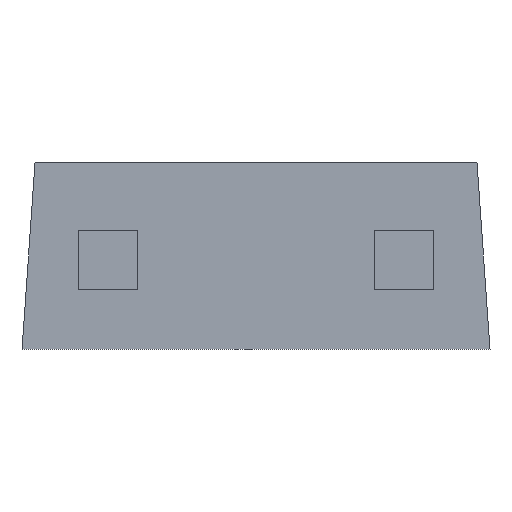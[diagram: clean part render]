
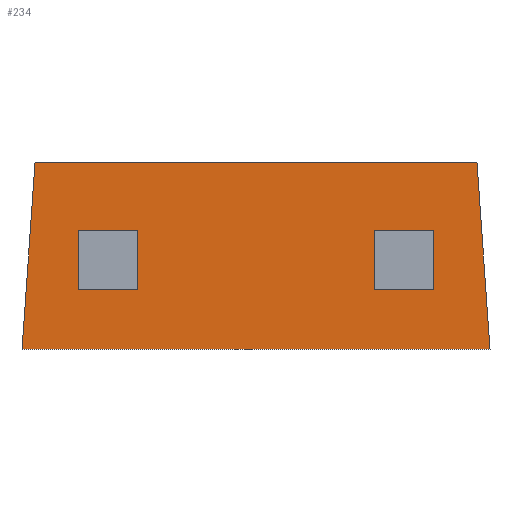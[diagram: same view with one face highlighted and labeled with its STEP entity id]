
A CAD part, front view. The second image highlights one B-rep face of the part: STEP entity #234.
In plain terms, the highlighted planar face has unit normal (0, -1, 0).
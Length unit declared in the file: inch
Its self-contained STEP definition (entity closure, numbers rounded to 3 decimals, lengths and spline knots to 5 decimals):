
#1 = CARTESIAN_POINT ( 'NONE',  ( -0.06, -0.1275, -0.043 ) ) ;
#17 = LINE ( 'NONE', #41, #277 ) ;
#24 = CARTESIAN_POINT ( 'NONE',  ( -0.06, -0.1275, -0.023 ) ) ;
#34 = CARTESIAN_POINT ( 'NONE',  ( -0.04, -0.1275, -0.043 ) ) ;
#39 = ORIENTED_EDGE ( 'NONE', *, *, #220, .F. ) ;
#41 = CARTESIAN_POINT ( 'NONE',  ( -0.07925, -0.1275, -0.063 ) ) ;
#43 = CARTESIAN_POINT ( 'NONE',  ( -0.06, -0.1275, -0.043 ) ) ;
#52 = AXIS2_PLACEMENT_3D ( 'NONE', #570, #464, #252 ) ;
#55 = CARTESIAN_POINT ( 'NONE',  ( 0.07925, -0.1275, -0.063 ) ) ;
#61 = FACE_BOUND ( 'NONE', #459, .T. ) ;
#66 = VERTEX_POINT ( 'NONE', #350 ) ;
#86 = EDGE_CURVE ( 'NONE', #210, #371, #669, .T. ) ;
#94 = DIRECTION ( 'NONE',  ( 0., 0., 1. ) ) ;
#100 = DIRECTION ( 'NONE',  ( 0., 0., -1. ) ) ;
#102 = VERTEX_POINT ( 'NONE', #259 ) ;
#106 = ORIENTED_EDGE ( 'NONE', *, *, #86, .F. ) ;
#123 = VERTEX_POINT ( 'NONE', #265 ) ;
#125 = VECTOR ( 'NONE', #667, 39.37008 ) ;
#136 = LINE ( 'NONE', #236, #404 ) ;
#139 = LINE ( 'NONE', #299, #125 ) ;
#144 = CARTESIAN_POINT ( 'NONE',  ( 0.06, -0.1275, -0.023 ) ) ;
#148 = CARTESIAN_POINT ( 'NONE',  ( 0.07484, -0.1275, 0. ) ) ;
#162 = VERTEX_POINT ( 'NONE', #315 ) ;
#165 = ORIENTED_EDGE ( 'NONE', *, *, #229, .F. ) ;
#196 = VECTOR ( 'NONE', #204, 39.37008 ) ;
#204 = DIRECTION ( 'NONE',  ( 0., 0., -1. ) ) ;
#205 = CARTESIAN_POINT ( 'NONE',  ( -0.04, -0.1275, -0.043 ) ) ;
#210 = VERTEX_POINT ( 'NONE', #34 ) ;
#219 = EDGE_LOOP ( 'NONE', ( #564, #635, #618, #600 ) ) ;
#220 = EDGE_CURVE ( 'NONE', #482, #66, #344, .T. ) ;
#221 = VECTOR ( 'NONE', #631, 39.37008 ) ;
#225 = VERTEX_POINT ( 'NONE', #1 ) ;
#229 = EDGE_CURVE ( 'NONE', #66, #536, #630, .T. ) ;
#234 = ADVANCED_FACE ( 'NONE', ( #330, #612, #61 ), #519, .F. ) ;
#235 = EDGE_LOOP ( 'NONE', ( #429, #244, #165, #39 ) ) ;
#236 = CARTESIAN_POINT ( 'NONE',  ( 0.06, -0.1275, -0.043 ) ) ;
#237 = LINE ( 'NONE', #55, #221 ) ;
#242 = VECTOR ( 'NONE', #94, 39.37008 ) ;
#243 = CARTESIAN_POINT ( 'NONE',  ( -0.04, -0.1275, -0.023 ) ) ;
#244 = ORIENTED_EDGE ( 'NONE', *, *, #555, .F. ) ;
#252 = DIRECTION ( 'NONE',  ( 0., 0., 1. ) ) ;
#259 = CARTESIAN_POINT ( 'NONE',  ( -0.07925, -0.1275, -0.063 ) ) ;
#265 = CARTESIAN_POINT ( 'NONE',  ( 0.07925, -0.1275, -0.063 ) ) ;
#272 = LINE ( 'NONE', #338, #388 ) ;
#273 = VECTOR ( 'NONE', #357, 39.37008 ) ;
#277 = VECTOR ( 'NONE', #401, 39.37008 ) ;
#299 = CARTESIAN_POINT ( 'NONE',  ( -0.06, -0.1275, -0.043 ) ) ;
#306 = DIRECTION ( 'NONE',  ( -1., 0., 0. ) ) ;
#315 = CARTESIAN_POINT ( 'NONE',  ( -0.07484, -0.1275, 0. ) ) ;
#320 = EDGE_CURVE ( 'NONE', #102, #162, #17, .T. ) ;
#330 = FACE_BOUND ( 'NONE', #235, .T. ) ;
#336 = DIRECTION ( 'NONE',  ( 0.07, 0., -0.998 ) ) ;
#338 = CARTESIAN_POINT ( 'NONE',  ( 0.07484, -0.1275, 0. ) ) ;
#342 = ORIENTED_EDGE ( 'NONE', *, *, #606, .F. ) ;
#344 = LINE ( 'NONE', #395, #475 ) ;
#350 = CARTESIAN_POINT ( 'NONE',  ( 0.04, -0.1275, -0.023 ) ) ;
#356 = CARTESIAN_POINT ( 'NONE',  ( 0.04, -0.1275, -0.043 ) ) ;
#357 = DIRECTION ( 'NONE',  ( 0., 0., 1. ) ) ;
#371 = VERTEX_POINT ( 'NONE', #243 ) ;
#375 = VECTOR ( 'NONE', #608, 39.37008 ) ;
#377 = EDGE_CURVE ( 'NONE', #380, #482, #378, .T. ) ;
#378 = LINE ( 'NONE', #663, #242 ) ;
#380 = VERTEX_POINT ( 'NONE', #398 ) ;
#381 = VERTEX_POINT ( 'NONE', #447 ) ;
#383 = LINE ( 'NONE', #24, #664 ) ;
#388 = VECTOR ( 'NONE', #336, 39.37008 ) ;
#395 = CARTESIAN_POINT ( 'NONE',  ( 0.06, -0.1275, -0.023 ) ) ;
#398 = CARTESIAN_POINT ( 'NONE',  ( 0.06, -0.1275, -0.043 ) ) ;
#401 = DIRECTION ( 'NONE',  ( 0.07, 0., 0.998 ) ) ;
#404 = VECTOR ( 'NONE', #651, 39.37008 ) ;
#429 = ORIENTED_EDGE ( 'NONE', *, *, #377, .F. ) ;
#447 = CARTESIAN_POINT ( 'NONE',  ( -0.06, -0.1275, -0.023 ) ) ;
#459 = EDGE_LOOP ( 'NONE', ( #481, #342, #106, #575 ) ) ;
#461 = EDGE_CURVE ( 'NONE', #225, #210, #139, .T. ) ;
#464 = DIRECTION ( 'NONE',  ( 0., 1., 0. ) ) ;
#475 = VECTOR ( 'NONE', #306, 39.37008 ) ;
#480 = EDGE_CURVE ( 'NONE', #162, #496, #516, .T. ) ;
#481 = ORIENTED_EDGE ( 'NONE', *, *, #500, .F. ) ;
#482 = VERTEX_POINT ( 'NONE', #144 ) ;
#496 = VERTEX_POINT ( 'NONE', #148 ) ;
#500 = EDGE_CURVE ( 'NONE', #381, #225, #502, .T. ) ;
#502 = LINE ( 'NONE', #43, #640 ) ;
#516 = LINE ( 'NONE', #619, #375 ) ;
#519 = PLANE ( 'NONE',  #52 ) ;
#520 = EDGE_CURVE ( 'NONE', #123, #102, #237, .T. ) ;
#536 = VERTEX_POINT ( 'NONE', #572 ) ;
#555 = EDGE_CURVE ( 'NONE', #536, #380, #136, .T. ) ;
#564 = ORIENTED_EDGE ( 'NONE', *, *, #320, .F. ) ;
#566 = EDGE_CURVE ( 'NONE', #496, #123, #272, .T. ) ;
#570 = CARTESIAN_POINT ( 'NONE',  ( 0., -0.1275, 0. ) ) ;
#572 = CARTESIAN_POINT ( 'NONE',  ( 0.04, -0.1275, -0.043 ) ) ;
#575 = ORIENTED_EDGE ( 'NONE', *, *, #461, .F. ) ;
#599 = DIRECTION ( 'NONE',  ( -1., 0., 0. ) ) ;
#600 = ORIENTED_EDGE ( 'NONE', *, *, #480, .F. ) ;
#606 = EDGE_CURVE ( 'NONE', #371, #381, #383, .T. ) ;
#608 = DIRECTION ( 'NONE',  ( 1., 0., 0. ) ) ;
#612 = FACE_OUTER_BOUND ( 'NONE', #219, .T. ) ;
#618 = ORIENTED_EDGE ( 'NONE', *, *, #566, .F. ) ;
#619 = CARTESIAN_POINT ( 'NONE',  ( -0.07484, -0.1275, 0. ) ) ;
#630 = LINE ( 'NONE', #356, #196 ) ;
#631 = DIRECTION ( 'NONE',  ( -1., 0., 0. ) ) ;
#635 = ORIENTED_EDGE ( 'NONE', *, *, #520, .F. ) ;
#640 = VECTOR ( 'NONE', #100, 39.37008 ) ;
#651 = DIRECTION ( 'NONE',  ( 1., 0., 0. ) ) ;
#663 = CARTESIAN_POINT ( 'NONE',  ( 0.06, -0.1275, -0.043 ) ) ;
#664 = VECTOR ( 'NONE', #599, 39.37008 ) ;
#667 = DIRECTION ( 'NONE',  ( 1., 0., 0. ) ) ;
#669 = LINE ( 'NONE', #205, #273 ) ;
